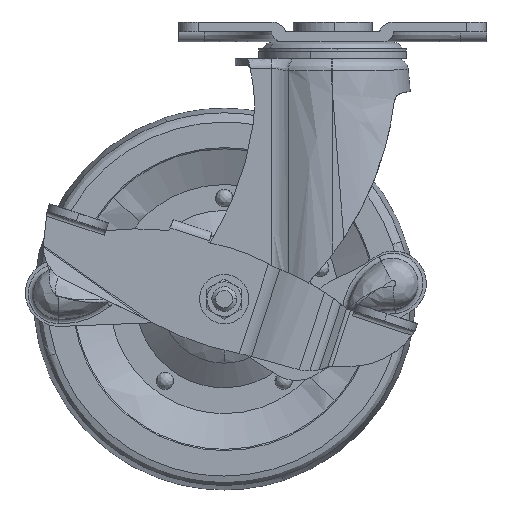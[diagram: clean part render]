
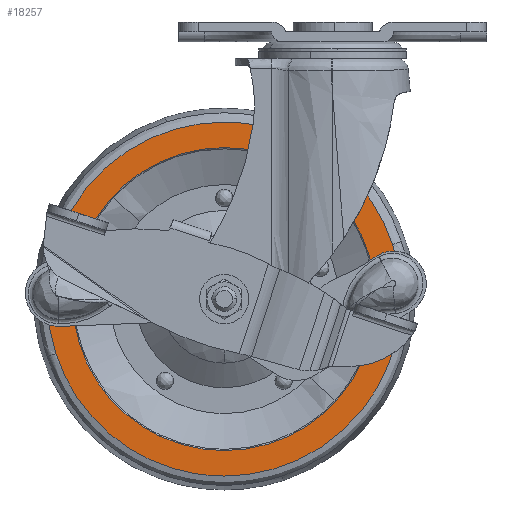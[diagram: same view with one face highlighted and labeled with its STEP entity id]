
A CAD part, front view. The second image highlights one B-rep face of the part: STEP entity #18257.
In plain terms, the highlighted free-form (B-spline) face has degree [1, 1] with [2, 2] control points.
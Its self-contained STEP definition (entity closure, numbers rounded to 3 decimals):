
#18032=CARTESIAN_POINT('',(24.327,-14.0,-90.299));
#18033=VERTEX_POINT('',#18032);
#18047=CARTESIAN_POINT('',(-44.0,-14.0,-184.343));
#18048=VERTEX_POINT('',#18047);
#18049=CARTESIAN_POINT('',(-44.0,-14.0,-184.343));
#18050=CARTESIAN_POINT('',(27.843,-14.,-184.343));
#18051=CARTESIAN_POINT('',(27.843,-14.0,-112.5));
#18052=CARTESIAN_POINT('',(27.843,-14.,-101.121));
#18053=CARTESIAN_POINT('',(24.327,-14.,-90.299));
#18061=(BOUNDED_CURVE()B_SPLINE_CURVE(2,(#18049,#18050,#18051,#18052,#18053),.UNSPECIFIED.,.F.,.U.)B_SPLINE_CURVE_WITH_KNOTS((3,2,3),(0.0,0.25,0.303),.UNSPECIFIED.)CURVE()GEOMETRIC_REPRESENTATION_ITEM()RATIONAL_B_SPLINE_CURVE((1.0,0.707,1.0,0.938,0.903))REPRESENTATION_ITEM(''));
#18062=EDGE_CURVE('',#18048,#18033,#18061,.T.);
#18064=CARTESIAN_POINT('',(-112.327,-14.0,-134.701));
#18065=VERTEX_POINT('',#18064);
#18066=CARTESIAN_POINT('',(-112.327,-14.,-134.701));
#18067=CARTESIAN_POINT('',(-96.197,-14.0,-184.343));
#18068=CARTESIAN_POINT('',(-44.0,-14.0,-184.343));
#18076=(BOUNDED_CURVE()B_SPLINE_CURVE(2,(#18066,#18067,#18068),.UNSPECIFIED.,.F.,.U.)B_SPLINE_CURVE_WITH_KNOTS((3,3),(0.803,1.0),.UNSPECIFIED.)CURVE()GEOMETRIC_REPRESENTATION_ITEM()RATIONAL_B_SPLINE_CURVE((0.903,0.769,1.0))REPRESENTATION_ITEM(''));
#18077=EDGE_CURVE('',#18065,#18048,#18076,.T.);
#18121=CARTESIAN_POINT('',(-44.0,-14.0,-40.657));
#18122=VERTEX_POINT('',#18121);
#18123=CARTESIAN_POINT('',(-44.0,-14.0,-40.657));
#18124=CARTESIAN_POINT('',(-115.843,-14.,-40.657));
#18125=CARTESIAN_POINT('',(-115.843,-14.0,-112.5));
#18126=CARTESIAN_POINT('',(-115.843,-14.,-123.879));
#18127=CARTESIAN_POINT('',(-112.327,-14.,-134.701));
#18135=(BOUNDED_CURVE()B_SPLINE_CURVE(2,(#18123,#18124,#18125,#18126,#18127),.UNSPECIFIED.,.F.,.U.)B_SPLINE_CURVE_WITH_KNOTS((3,2,3),(0.5,0.75,0.803),.UNSPECIFIED.)CURVE()GEOMETRIC_REPRESENTATION_ITEM()RATIONAL_B_SPLINE_CURVE((1.0,0.707,1.0,0.938,0.903))REPRESENTATION_ITEM(''));
#18136=EDGE_CURVE('',#18122,#18065,#18135,.T.);
#18138=CARTESIAN_POINT('',(24.327,-14.,-90.299));
#18139=CARTESIAN_POINT('',(8.197,-14.,-40.657));
#18140=CARTESIAN_POINT('',(-44.0,-14.0,-40.657));
#18148=(BOUNDED_CURVE()B_SPLINE_CURVE(2,(#18138,#18139,#18140),.UNSPECIFIED.,.F.,.U.)B_SPLINE_CURVE_WITH_KNOTS((3,3),(0.303,0.5),.UNSPECIFIED.)CURVE()GEOMETRIC_REPRESENTATION_ITEM()RATIONAL_B_SPLINE_CURVE((0.903,0.769,1.0))REPRESENTATION_ITEM(''));
#18149=EDGE_CURVE('',#18033,#18122,#18148,.T.);
#18156=CARTESIAN_POINT('',(-123.02,-14.0,-33.48));
#18157=CARTESIAN_POINT('',(-123.02,-14.0,-191.52));
#18158=CARTESIAN_POINT('',(35.02,-14.0,-33.48));
#18159=CARTESIAN_POINT('',(35.02,-14.0,-191.52));
#18160=B_SPLINE_SURFACE_WITH_KNOTS('',1,1,((#18156,#18158),(#18157,#18159)),.UNSPECIFIED.,.F.,.F.,.U.,(2,2),(2,2),(0.0,158.04),(0.0,158.04),.UNSPECIFIED.);
#18161=ORIENTED_EDGE('',*,*,#18062,.T.);
#18162=ORIENTED_EDGE('',*,*,#18149,.T.);
#18163=ORIENTED_EDGE('',*,*,#18136,.T.);
#18164=ORIENTED_EDGE('',*,*,#18077,.T.);
#18165=EDGE_LOOP('',(#18161,#18162,#18163,#18164));
#18166=FACE_OUTER_BOUND('',#18165,.T.);
#18167=CARTESIAN_POINT('',(-44.0,-14.0,-51.));
#18168=VERTEX_POINT('',#18167);
#18169=CARTESIAN_POINT('',(-70.185,-14.0,-168.147));
#18170=VERTEX_POINT('',#18169);
#18171=CARTESIAN_POINT('',(-44.0,-14.0,-51.));
#18172=CARTESIAN_POINT('',(-47.462,-14.,-51.));
#18173=CARTESIAN_POINT('',(-53.519,-14.,-51.513));
#18174=CARTESIAN_POINT('',(-61.536,-14.,-53.408));
#18175=CARTESIAN_POINT('',(-68.868,-14.,-56.07));
#18176=CARTESIAN_POINT('',(-76.296,-14.0,-59.889));
#18177=CARTESIAN_POINT('',(-83.333,-14.,-64.97));
#18178=CARTESIAN_POINT('',(-88.583,-14.0,-69.986));
#18179=CARTESIAN_POINT('',(-92.948,-14.,-75.085));
#18180=CARTESIAN_POINT('',(-96.586,-14.,-80.344));
#18181=CARTESIAN_POINT('',(-100.403,-14.,-87.516));
#18182=CARTESIAN_POINT('',(-102.927,-14.,-94.336));
#18183=CARTESIAN_POINT('',(-104.634,-14.0,-101.61));
#18184=CARTESIAN_POINT('',(-105.464,-14.,-107.949));
#18185=CARTESIAN_POINT('',(-105.595,-14.,-115.748));
#18186=CARTESIAN_POINT('',(-104.772,-14.,-122.861));
#18187=CARTESIAN_POINT('',(-103.115,-14.,-129.813));
#18188=CARTESIAN_POINT('',(-101.211,-14.,-135.345));
#18189=CARTESIAN_POINT('',(-98.175,-14.,-141.934));
#18190=CARTESIAN_POINT('',(-94.47,-14.,-147.934));
#18191=CARTESIAN_POINT('',(-89.091,-14.,-154.589));
#18192=CARTESIAN_POINT('',(-83.343,-14.,-160.042));
#18193=CARTESIAN_POINT('',(-76.623,-14.,-164.805));
#18194=CARTESIAN_POINT('',(-72.339,-14.,-167.134));
#18195=CARTESIAN_POINT('',(-70.185,-14.0,-168.147));
#18196=B_SPLINE_CURVE_WITH_KNOTS('',3,(#18171,#18172,#18173,#18174,#18175,#18176,#18177,#18178,#18179,#18180,#18181,#18182,#18183,#18184,#18185,#18186,#18187,#18188,#18189,#18190,#18191,#18192,#18193,#18194,#18195),.UNSPECIFIED.,.F.,.U.,(4,1,1,1,1,1,1,1,1,1,1,1,1,1,1,1,1,1,1,1,1,1,4),(0.,10.385,18.174,24.664,33.751,43.162,50.627,55.495,63.283,69.774,79.834,85.027,92.167,98.981,108.393,113.585,120.4,125.917,135.329,141.495,151.555,159.019,166.159),.UNSPECIFIED.);
#18197=EDGE_CURVE('',#18168,#18170,#18196,.T.);
#18198=ORIENTED_EDGE('',*,*,#18197,.F.);
#18199=CARTESIAN_POINT('',(-17.815,-14.0,-56.853));
#18200=VERTEX_POINT('',#18199);
#18201=CARTESIAN_POINT('',(-17.815,-14.,-56.853));
#18202=CARTESIAN_POINT('',(-30.253,-14.,-51.));
#18203=CARTESIAN_POINT('',(-44.0,-14.0,-51.));
#18211=(BOUNDED_CURVE()B_SPLINE_CURVE(2,(#18201,#18202,#18203),.UNSPECIFIED.,.F.,.U.)B_SPLINE_CURVE_WITH_KNOTS((3,3),(0.428,0.5),.UNSPECIFIED.)CURVE()GEOMETRIC_REPRESENTATION_ITEM()RATIONAL_B_SPLINE_CURVE((0.88,0.915,1.0))REPRESENTATION_ITEM(''));
#18212=EDGE_CURVE('',#18200,#18168,#18211,.T.);
#18213=ORIENTED_EDGE('',*,*,#18212,.F.);
#18214=CARTESIAN_POINT('',(-44.0,-14.0,-174.0));
#18215=VERTEX_POINT('',#18214);
#18216=CARTESIAN_POINT('',(-44.0,-14.0,-174.0));
#18217=CARTESIAN_POINT('',(-40.322,-14.,-174.));
#18218=CARTESIAN_POINT('',(-34.805,-14.,-173.504));
#18219=CARTESIAN_POINT('',(-25.831,-14.,-171.457));
#18220=CARTESIAN_POINT('',(-18.408,-14.,-168.672));
#18221=CARTESIAN_POINT('',(-11.396,-14.,-164.782));
#18222=CARTESIAN_POINT('',(-5.99,-14.,-160.986));
#18223=CARTESIAN_POINT('',(0.065,-14.,-155.729));
#18224=CARTESIAN_POINT('',(5.999,-14.,-148.797));
#18225=CARTESIAN_POINT('',(11.369,-14.,-139.875));
#18226=CARTESIAN_POINT('',(14.638,-14.,-131.71));
#18227=CARTESIAN_POINT('',(16.81,-14.,-122.873));
#18228=CARTESIAN_POINT('',(17.595,-14.,-115.534));
#18229=CARTESIAN_POINT('',(17.433,-14.,-107.523));
#18230=CARTESIAN_POINT('',(16.537,-14.,-100.86));
#18231=CARTESIAN_POINT('',(14.428,-14.,-92.679));
#18232=CARTESIAN_POINT('',(11.211,-14.,-84.844));
#18233=CARTESIAN_POINT('',(6.768,-14.,-77.52));
#18234=CARTESIAN_POINT('',(2.146,-14.,-71.646));
#18235=CARTESIAN_POINT('',(-3.646,-14.,-65.791));
#18236=CARTESIAN_POINT('',(-10.425,-14.,-60.712));
#18237=CARTESIAN_POINT('',(-15.661,-14.,-57.866));
#18238=CARTESIAN_POINT('',(-17.815,-14.0,-56.853));
#18239=B_SPLINE_CURVE_WITH_KNOTS('',3,(#18216,#18217,#18218,#18219,#18220,#18221,#18222,#18223,#18224,#18225,#18226,#18227,#18228,#18229,#18230,#18231,#18232,#18233,#18234,#18235,#18236,#18237,#18238),.UNSPECIFIED.,.F.,.U.,(4,1,1,1,1,1,1,1,1,1,1,1,1,1,1,1,1,1,1,1,4),(0.,11.034,16.551,27.585,34.725,40.566,47.381,58.74,67.827,78.536,85.027,95.087,100.604,109.042,115.208,125.917,134.355,140.846,148.31,159.019,166.159),.UNSPECIFIED.);
#18240=EDGE_CURVE('',#18215,#18200,#18239,.T.);
#18241=ORIENTED_EDGE('',*,*,#18240,.F.);
#18242=CARTESIAN_POINT('',(-70.185,-14.,-168.147));
#18243=CARTESIAN_POINT('',(-57.747,-14.,-174.));
#18244=CARTESIAN_POINT('',(-44.0,-14.0,-174.0));
#18252=(BOUNDED_CURVE()B_SPLINE_CURVE(2,(#18242,#18243,#18244),.UNSPECIFIED.,.F.,.U.)B_SPLINE_CURVE_WITH_KNOTS((3,3),(0.928,1.0),.UNSPECIFIED.)CURVE()GEOMETRIC_REPRESENTATION_ITEM()RATIONAL_B_SPLINE_CURVE((0.88,0.915,1.0))REPRESENTATION_ITEM(''));
#18253=EDGE_CURVE('',#18170,#18215,#18252,.T.);
#18254=ORIENTED_EDGE('',*,*,#18253,.F.);
#18255=EDGE_LOOP('',(#18198,#18213,#18241,#18254));
#18256=FACE_BOUND('',#18255,.T.);
#18257=ADVANCED_FACE('',(#18166,#18256),#18160,.T.);
